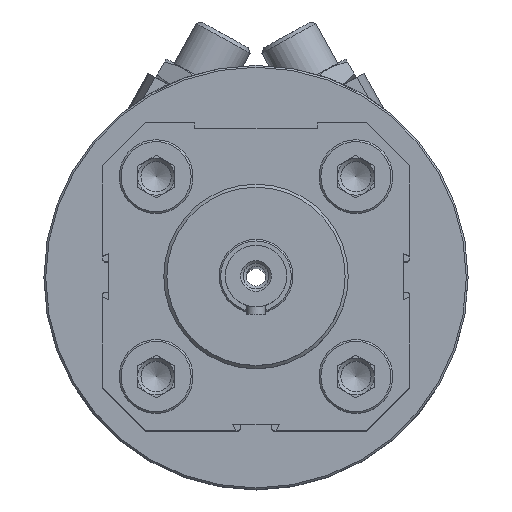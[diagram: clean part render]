
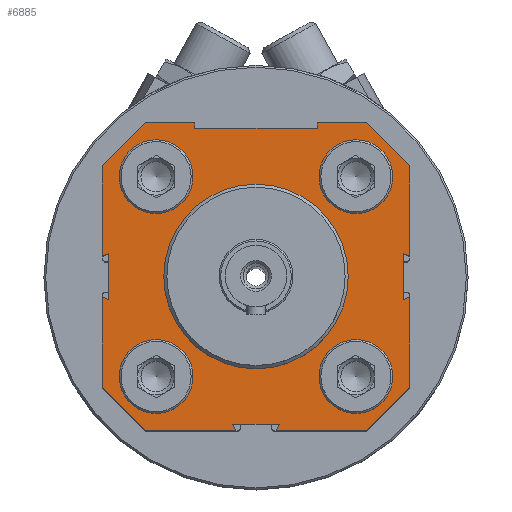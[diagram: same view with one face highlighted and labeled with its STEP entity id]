
A CAD part, top view. The second image highlights one B-rep face of the part: STEP entity #6885.
In plain terms, the highlighted face is planar.
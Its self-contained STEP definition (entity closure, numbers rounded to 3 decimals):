
#361=LINE('',#10517,#922);
#362=LINE('',#10520,#923);
#363=LINE('',#10522,#924);
#364=LINE('',#10524,#925);
#365=LINE('',#10526,#926);
#366=LINE('',#10528,#927);
#367=LINE('',#10530,#928);
#368=LINE('',#10532,#929);
#369=LINE('',#10534,#930);
#370=LINE('',#10536,#931);
#371=LINE('',#10538,#932);
#372=LINE('',#10540,#933);
#373=LINE('',#10542,#934);
#374=LINE('',#10544,#935);
#375=LINE('',#10546,#936);
#376=LINE('',#10548,#937);
#377=LINE('',#10550,#938);
#378=LINE('',#10552,#939);
#379=LINE('',#10554,#940);
#380=LINE('',#10556,#941);
#381=LINE('',#10558,#942);
#382=LINE('',#10560,#943);
#383=LINE('',#10562,#944);
#384=LINE('',#10564,#945);
#922=VECTOR('',#8298,1000.);
#923=VECTOR('',#8299,1000.);
#924=VECTOR('',#8300,1000.);
#925=VECTOR('',#8301,1000.);
#926=VECTOR('',#8302,1000.);
#927=VECTOR('',#8303,1000.);
#928=VECTOR('',#8304,1000.);
#929=VECTOR('',#8305,1000.);
#930=VECTOR('',#8306,1000.);
#931=VECTOR('',#8307,1000.);
#932=VECTOR('',#8308,1000.);
#933=VECTOR('',#8309,1000.);
#934=VECTOR('',#8310,1000.);
#935=VECTOR('',#8311,1000.);
#936=VECTOR('',#8312,1000.);
#937=VECTOR('',#8313,1000.);
#938=VECTOR('',#8314,1000.);
#939=VECTOR('',#8315,1000.);
#940=VECTOR('',#8316,1000.);
#941=VECTOR('',#8317,1000.);
#942=VECTOR('',#8318,1000.);
#943=VECTOR('',#8319,1000.);
#944=VECTOR('',#8320,1000.);
#945=VECTOR('',#8321,1000.);
#1483=ORIENTED_EDGE('',*,*,#3407,.F.);
#1484=ORIENTED_EDGE('',*,*,#3408,.F.);
#1485=ORIENTED_EDGE('',*,*,#3409,.F.);
#1486=ORIENTED_EDGE('',*,*,#3410,.F.);
#1487=ORIENTED_EDGE('',*,*,#3411,.F.);
#1488=ORIENTED_EDGE('',*,*,#3412,.F.);
#1489=ORIENTED_EDGE('',*,*,#3413,.F.);
#1490=ORIENTED_EDGE('',*,*,#3414,.F.);
#1491=ORIENTED_EDGE('',*,*,#3415,.F.);
#1492=ORIENTED_EDGE('',*,*,#3416,.F.);
#1493=ORIENTED_EDGE('',*,*,#3417,.F.);
#1494=ORIENTED_EDGE('',*,*,#3418,.F.);
#1495=ORIENTED_EDGE('',*,*,#3419,.F.);
#1496=ORIENTED_EDGE('',*,*,#3420,.F.);
#1497=ORIENTED_EDGE('',*,*,#3421,.F.);
#1498=ORIENTED_EDGE('',*,*,#3422,.F.);
#1499=ORIENTED_EDGE('',*,*,#3423,.F.);
#1500=ORIENTED_EDGE('',*,*,#3424,.F.);
#1501=ORIENTED_EDGE('',*,*,#3425,.F.);
#1502=ORIENTED_EDGE('',*,*,#3426,.F.);
#1503=ORIENTED_EDGE('',*,*,#3427,.F.);
#1504=ORIENTED_EDGE('',*,*,#3428,.F.);
#1505=ORIENTED_EDGE('',*,*,#3429,.F.);
#1506=ORIENTED_EDGE('',*,*,#3430,.F.);
#1507=ORIENTED_EDGE('',*,*,#3431,.F.);
#1508=ORIENTED_EDGE('',*,*,#3432,.F.);
#1509=ORIENTED_EDGE('',*,*,#3433,.F.);
#1510=ORIENTED_EDGE('',*,*,#3434,.F.);
#1511=ORIENTED_EDGE('',*,*,#3435,.F.);
#3407=EDGE_CURVE('',#4369,#4369,#5050,.T.);
#3408=EDGE_CURVE('',#4370,#4370,#5051,.T.);
#3409=EDGE_CURVE('',#4371,#4371,#5052,.F.);
#3410=EDGE_CURVE('',#4372,#4373,#361,.T.);
#3411=EDGE_CURVE('',#4374,#4372,#362,.T.);
#3412=EDGE_CURVE('',#4375,#4374,#363,.T.);
#3413=EDGE_CURVE('',#4376,#4375,#364,.T.);
#3414=EDGE_CURVE('',#4377,#4376,#365,.T.);
#3415=EDGE_CURVE('',#4378,#4377,#366,.T.);
#3416=EDGE_CURVE('',#4379,#4378,#367,.T.);
#3417=EDGE_CURVE('',#4380,#4379,#368,.T.);
#3418=EDGE_CURVE('',#4381,#4380,#369,.T.);
#3419=EDGE_CURVE('',#4382,#4381,#370,.T.);
#3420=EDGE_CURVE('',#4383,#4382,#371,.T.);
#3421=EDGE_CURVE('',#4384,#4383,#372,.T.);
#3422=EDGE_CURVE('',#4385,#4384,#373,.T.);
#3423=EDGE_CURVE('',#4386,#4385,#374,.T.);
#3424=EDGE_CURVE('',#4387,#4386,#375,.T.);
#3425=EDGE_CURVE('',#4388,#4387,#376,.T.);
#3426=EDGE_CURVE('',#4389,#4388,#377,.T.);
#3427=EDGE_CURVE('',#4390,#4389,#378,.T.);
#3428=EDGE_CURVE('',#4391,#4390,#379,.T.);
#3429=EDGE_CURVE('',#4392,#4391,#380,.T.);
#3430=EDGE_CURVE('',#4393,#4392,#381,.T.);
#3431=EDGE_CURVE('',#4394,#4393,#382,.T.);
#3432=EDGE_CURVE('',#4395,#4394,#383,.T.);
#3433=EDGE_CURVE('',#4373,#4395,#384,.T.);
#3434=EDGE_CURVE('',#4396,#4396,#5053,.T.);
#3435=EDGE_CURVE('',#4397,#4397,#5054,.T.);
#4369=VERTEX_POINT('',#10512);
#4370=VERTEX_POINT('',#10514);
#4371=VERTEX_POINT('',#10516);
#4372=VERTEX_POINT('',#10518);
#4373=VERTEX_POINT('',#10519);
#4374=VERTEX_POINT('',#10521);
#4375=VERTEX_POINT('',#10523);
#4376=VERTEX_POINT('',#10525);
#4377=VERTEX_POINT('',#10527);
#4378=VERTEX_POINT('',#10529);
#4379=VERTEX_POINT('',#10531);
#4380=VERTEX_POINT('',#10533);
#4381=VERTEX_POINT('',#10535);
#4382=VERTEX_POINT('',#10537);
#4383=VERTEX_POINT('',#10539);
#4384=VERTEX_POINT('',#10541);
#4385=VERTEX_POINT('',#10543);
#4386=VERTEX_POINT('',#10545);
#4387=VERTEX_POINT('',#10547);
#4388=VERTEX_POINT('',#10549);
#4389=VERTEX_POINT('',#10551);
#4390=VERTEX_POINT('',#10553);
#4391=VERTEX_POINT('',#10555);
#4392=VERTEX_POINT('',#10557);
#4393=VERTEX_POINT('',#10559);
#4394=VERTEX_POINT('',#10561);
#4395=VERTEX_POINT('',#10563);
#4396=VERTEX_POINT('',#10566);
#4397=VERTEX_POINT('',#10568);
#5050=CIRCLE('',#7460,6.);
#5051=CIRCLE('',#7461,6.);
#5052=CIRCLE('',#7462,15.);
#5053=CIRCLE('',#7463,6.);
#5054=CIRCLE('',#7464,6.);
#5415=EDGE_LOOP('',(#1483));
#5416=EDGE_LOOP('',(#1484));
#5417=EDGE_LOOP('',(#1485));
#5418=EDGE_LOOP('',(#1486,#1487,#1488,#1489,#1490,#1491,#1492,#1493,#1494,
#1495,#1496,#1497,#1498,#1499,#1500,#1501,#1502,#1503,#1504,#1505,#1506,
#1507,#1508,#1509));
#5419=EDGE_LOOP('',(#1510));
#5420=EDGE_LOOP('',(#1511));
#6028=FACE_BOUND('',#5415,.T.);
#6029=FACE_BOUND('',#5416,.T.);
#6030=FACE_BOUND('',#5417,.T.);
#6031=FACE_BOUND('',#5418,.T.);
#6032=FACE_BOUND('',#5419,.T.);
#6033=FACE_BOUND('',#5420,.T.);
#6649=PLANE('',#7459);
#6885=ADVANCED_FACE('',(#6028,#6029,#6030,#6031,#6032,#6033),#6649,.F.);
#7459=AXIS2_PLACEMENT_3D('',#10510,#8290,#8291);
#7460=AXIS2_PLACEMENT_3D('',#10511,#8292,#8293);
#7461=AXIS2_PLACEMENT_3D('',#10513,#8294,#8295);
#7462=AXIS2_PLACEMENT_3D('',#10515,#8296,#8297);
#7463=AXIS2_PLACEMENT_3D('',#10565,#8322,#8323);
#7464=AXIS2_PLACEMENT_3D('',#10567,#8324,#8325);
#8290=DIRECTION('',(1.,0.,0.));
#8291=DIRECTION('',(0.,0.,-1.));
#8292=DIRECTION('',(-1.,0.,0.));
#8293=DIRECTION('',(0.,0.,1.));
#8294=DIRECTION('',(-1.,0.,0.));
#8295=DIRECTION('',(0.,0.,1.));
#8296=DIRECTION('',(1.,0.,0.));
#8297=DIRECTION('',(0.,0.,-1.));
#8298=DIRECTION('',(0.,-1.,0.));
#8299=DIRECTION('',(0.,0.429,0.903));
#8300=DIRECTION('',(0.,-1.,0.));
#8301=DIRECTION('',(0.,0.429,-0.903));
#8302=DIRECTION('',(0.,-1.,0.));
#8303=DIRECTION('',(0.,-0.707,0.707));
#8304=DIRECTION('',(0.,0.,1.));
#8305=DIRECTION('',(0.,0.996,0.087));
#8306=DIRECTION('',(0.,0.,1.));
#8307=DIRECTION('',(0.,-0.996,0.087));
#8308=DIRECTION('',(0.,0.,1.));
#8309=DIRECTION('',(0.,0.707,0.707));
#8310=DIRECTION('',(0.,1.,0.));
#8311=DIRECTION('',(0.,-0.429,-0.903));
#8312=DIRECTION('',(0.,1.,0.));
#8313=DIRECTION('',(0.,-0.429,0.903));
#8314=DIRECTION('',(0.,1.,0.));
#8315=DIRECTION('',(0.,0.707,-0.707));
#8316=DIRECTION('',(0.,0.,-1.));
#8317=DIRECTION('',(0.,-0.903,0.429));
#8318=DIRECTION('',(0.,0.,-1.));
#8319=DIRECTION('',(0.,0.903,0.429));
#8320=DIRECTION('',(0.,0.,-1.));
#8321=DIRECTION('',(0.,-0.707,-0.707));
#8322=DIRECTION('',(-1.,0.,0.));
#8323=DIRECTION('',(0.,0.,1.));
#8324=DIRECTION('',(-1.,0.,0.));
#8325=DIRECTION('',(0.,0.,1.));
#10510=CARTESIAN_POINT('',(-160.8,0.,0.));
#10511=CARTESIAN_POINT('',(-160.8,-16.25,16.25));
#10512=CARTESIAN_POINT('',(-160.8,-16.25,22.25));
#10513=CARTESIAN_POINT('',(-160.8,16.25,-16.25));
#10514=CARTESIAN_POINT('',(-160.8,16.25,-10.25));
#10515=CARTESIAN_POINT('',(-160.8,0.,0.));
#10516=CARTESIAN_POINT('',(-160.8,0.,-15.));
#10517=CARTESIAN_POINT('',(-160.8,-3.275,25.));
#10518=CARTESIAN_POINT('',(-160.8,-3.275,25.));
#10519=CARTESIAN_POINT('',(-160.8,-18.,25.));
#10520=CARTESIAN_POINT('',(-160.8,-3.75,24.));
#10521=CARTESIAN_POINT('',(-160.8,-3.75,24.));
#10522=CARTESIAN_POINT('',(-160.8,3.75,24.));
#10523=CARTESIAN_POINT('',(-160.8,3.75,24.));
#10524=CARTESIAN_POINT('',(-160.8,3.275,25.));
#10525=CARTESIAN_POINT('',(-160.8,3.275,25.));
#10526=CARTESIAN_POINT('',(-160.8,18.,25.));
#10527=CARTESIAN_POINT('',(-160.8,18.,25.));
#10528=CARTESIAN_POINT('',(-160.8,25.,18.));
#10529=CARTESIAN_POINT('',(-160.8,25.,18.));
#10530=CARTESIAN_POINT('',(-160.8,25.,10.));
#10531=CARTESIAN_POINT('',(-160.8,25.,10.));
#10532=CARTESIAN_POINT('',(-160.8,24.1,9.921));
#10533=CARTESIAN_POINT('',(-160.8,24.1,9.921));
#10534=CARTESIAN_POINT('',(-160.8,24.1,-9.921));
#10535=CARTESIAN_POINT('',(-160.8,24.1,-9.921));
#10536=CARTESIAN_POINT('',(-160.8,25.,-10.));
#10537=CARTESIAN_POINT('',(-160.8,25.,-10.));
#10538=CARTESIAN_POINT('',(-160.8,25.,-18.));
#10539=CARTESIAN_POINT('',(-160.8,25.,-18.));
#10540=CARTESIAN_POINT('',(-160.8,18.,-25.));
#10541=CARTESIAN_POINT('',(-160.8,18.,-25.));
#10542=CARTESIAN_POINT('',(-160.8,3.275,-25.));
#10543=CARTESIAN_POINT('',(-160.8,3.275,-25.));
#10544=CARTESIAN_POINT('',(-160.8,3.75,-24.));
#10545=CARTESIAN_POINT('',(-160.8,3.75,-24.));
#10546=CARTESIAN_POINT('',(-160.8,-3.75,-24.));
#10547=CARTESIAN_POINT('',(-160.8,-3.75,-24.));
#10548=CARTESIAN_POINT('',(-160.8,-3.275,-25.));
#10549=CARTESIAN_POINT('',(-160.8,-3.275,-25.));
#10550=CARTESIAN_POINT('',(-160.8,-18.,-25.));
#10551=CARTESIAN_POINT('',(-160.8,-18.,-25.));
#10552=CARTESIAN_POINT('',(-160.8,-25.,-18.));
#10553=CARTESIAN_POINT('',(-160.8,-25.,-18.));
#10554=CARTESIAN_POINT('',(-160.8,-25.,-3.275));
#10555=CARTESIAN_POINT('',(-160.8,-25.,-3.275));
#10556=CARTESIAN_POINT('',(-160.8,-24.,-3.75));
#10557=CARTESIAN_POINT('',(-160.8,-24.,-3.75));
#10558=CARTESIAN_POINT('',(-160.8,-24.,3.75));
#10559=CARTESIAN_POINT('',(-160.8,-24.,3.75));
#10560=CARTESIAN_POINT('',(-160.8,-25.,3.275));
#10561=CARTESIAN_POINT('',(-160.8,-25.,3.275));
#10562=CARTESIAN_POINT('',(-160.8,-25.,18.));
#10563=CARTESIAN_POINT('',(-160.8,-25.,18.));
#10564=CARTESIAN_POINT('',(-160.8,-18.,25.));
#10565=CARTESIAN_POINT('',(-160.8,-16.25,-16.25));
#10566=CARTESIAN_POINT('',(-160.8,-16.25,-10.25));
#10567=CARTESIAN_POINT('',(-160.8,16.25,16.25));
#10568=CARTESIAN_POINT('',(-160.8,16.25,22.25));
